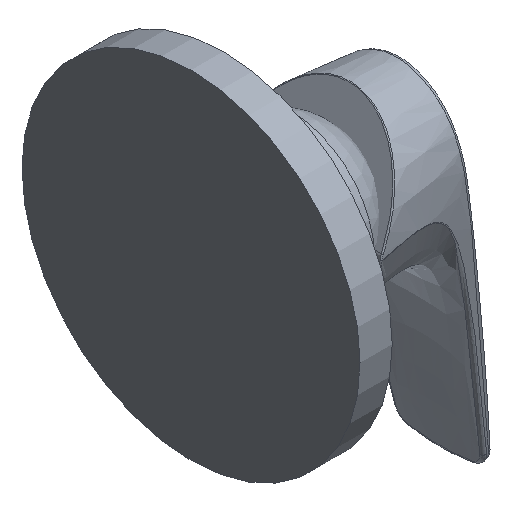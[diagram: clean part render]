
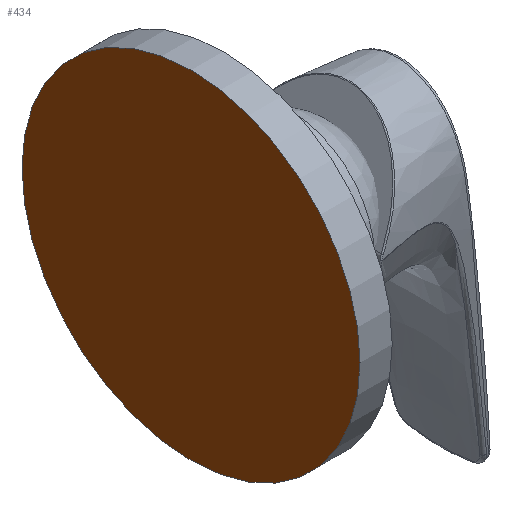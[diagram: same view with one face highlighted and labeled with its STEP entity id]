
A CAD part, isometric view. The second image highlights one B-rep face of the part: STEP entity #434.
In plain terms, the highlighted planar face has unit normal (-1, 0, 0).
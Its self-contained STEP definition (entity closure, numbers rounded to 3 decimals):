
#102=PLANE('',#509);
#108=ORIENTED_EDGE('',*,*,#224,.T.);
#224=EDGE_CURVE('',#289,#289,#330,.T.);
#289=VERTEX_POINT('',#619);
#330=CIRCLE('',#507,52.5);
#357=EDGE_LOOP('',(#108));
#395=FACE_BOUND('',#357,.T.);
#434=ADVANCED_FACE('',(#395),#102,.T.);
#507=AXIS2_PLACEMENT_3D('',#618,#546,#547);
#509=AXIS2_PLACEMENT_3D('',#622,#550,#551);
#546=DIRECTION('',(-1.,0.,0.));
#547=DIRECTION('',(0.,1.,0.));
#550=DIRECTION('',(-1.,0.,0.));
#551=DIRECTION('',(0.,-1.,0.));
#618=CARTESIAN_POINT('',(59.,0.,9.));
#619=CARTESIAN_POINT('',(59.,52.5,9.));
#622=CARTESIAN_POINT('',(59.,0.,9.));
